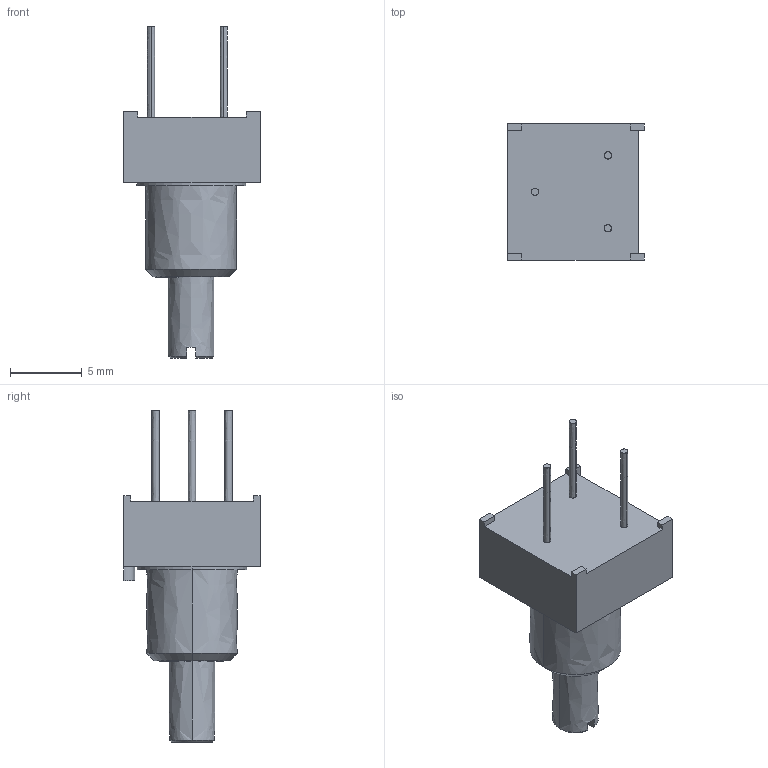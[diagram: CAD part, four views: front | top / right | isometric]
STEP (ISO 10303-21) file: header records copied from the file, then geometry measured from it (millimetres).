
FILE_DESCRIPTION(('STEP AP242'),'1');
FILE_NAME('3310y-001-102l.stp','2021-01-29T09:31:07',('TraceParts'),('TraceParts S.A.'),'Spatial InterOp 3D',' ',' ');
FILE_SCHEMA(('AP242_MANAGED_MODEL_BASED_3D_ENGINEERING_MIM_LF {1 0 10303 442 1 1 4}'));
Length unit declared in the file: millimetre
Products named in the file (1): 3310y-001-102l
Bounding box: 9.53 x 9.53 x 23.18 mm (x, y, z)
Volume: 655.9 mm3; surface area: 586.3 mm2
Topology: 1 solids, 1 shells, 187 faces, 509 edges, 338 vertices
Faces by surface type: bspline 187
Entity records: 9053 total; most frequent: CARTESIAN_POINT 2148, ORIENTED_EDGE 1018, DIRECTION 543, STYLED_ITEM 530, PRESENTATION_STYLE_ASSIGNMENT 530, COLOUR_RGB 530, EDGE_CURVE 509, CURVE_STYLE 509
